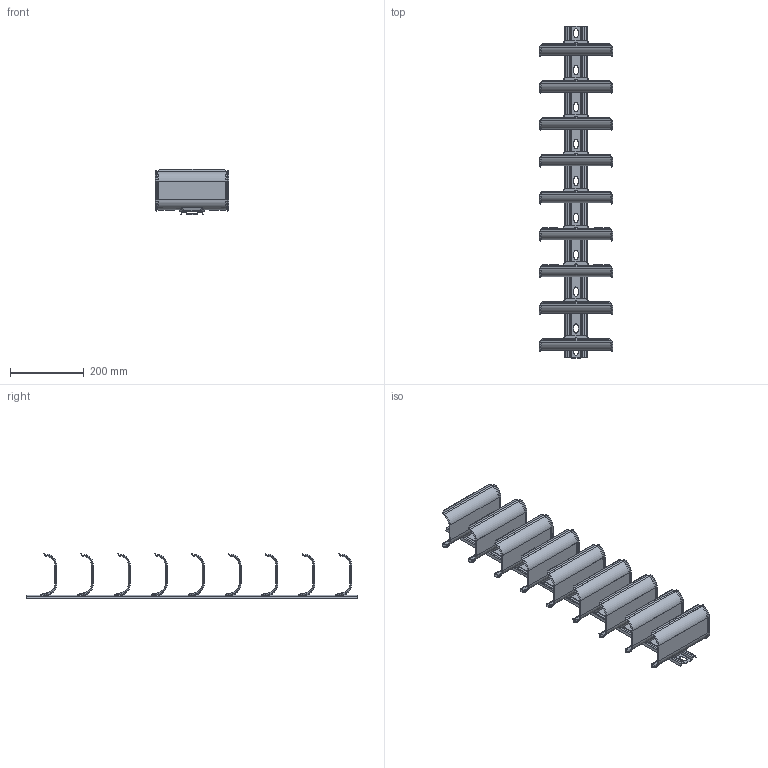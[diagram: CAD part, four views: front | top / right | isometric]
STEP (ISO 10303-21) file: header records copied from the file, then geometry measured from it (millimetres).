
FILE_DESCRIPTION((''),'2;1');
FILE_NAME('6006909_ASM','2014-10-30T',('AndreasKeweloh'),(''),'PRO/ENGINEER BY PARAMETRIC TECHNOLOGY CORPORATION, 2014000','PRO/ENGINEER BY PARAMETRIC TECHNOLOGY CORPORATION, 2014000','');
FILE_SCHEMA(('CONFIG_CONTROL_DESIGN'));
Length unit declared in the file: millimetre
Products named in the file (3): 046639_100; 068905_9-FACH; 6006909_ASM
Assembly tree (10 placements, depth 2):
  6006909_ASM
    046639_100  x9
    068905_9-FACH
Bounding box: 198 x 900 x 122.46 mm (x, y, z)
Volume: 653409 mm3; surface area: 675142.3 mm2
Topology: 10 solids, 10 shells, 1417 faces, 3657 edges, 2341 vertices
Faces by surface type: plane 755, cylinder 410, cone 108, bspline 72, torus 36, extrusion 36
Entity records: 9033 total; most frequent: CARTESIAN_POINT 2112, ORIENTED_EDGE 1410, DIRECTION 1403, EDGE_CURVE 705, AXIS2_PLACEMENT_3D 492, VERTEX_POINT 445, VECTOR 419, LINE 415
